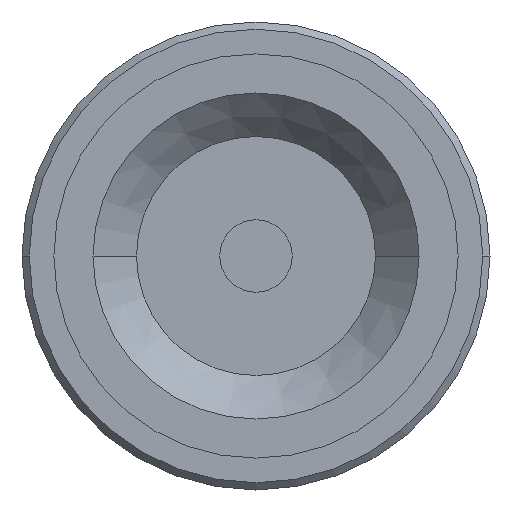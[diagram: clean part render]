
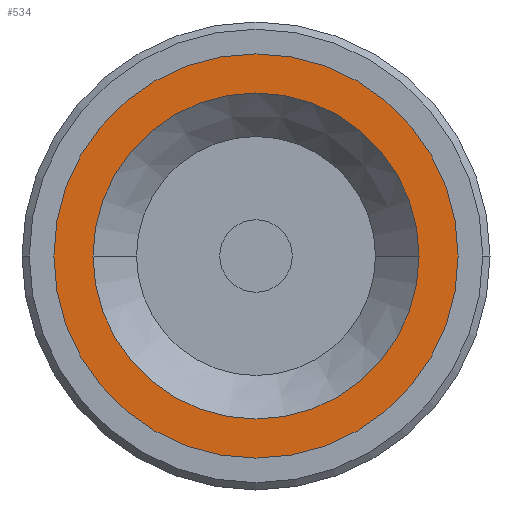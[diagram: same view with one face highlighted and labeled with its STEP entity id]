
A CAD part, left-side view. The second image highlights one B-rep face of the part: STEP entity #534.
In plain terms, the highlighted planar face has unit normal (-1, 0, 0).
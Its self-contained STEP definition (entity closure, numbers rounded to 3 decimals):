
#116=CARTESIAN_POINT('',(-15.74,0.,0.));
#117=DIRECTION('',(1.,0.,0.));
#118=DIRECTION('',(0.,1.,0.));
#119=AXIS2_PLACEMENT_3D('',#116,#117,#118);
#121=CARTESIAN_POINT('',(-15.74,0.,0.));
#122=DIRECTION('',(-1.,0.,0.));
#123=DIRECTION('',(0.,1.,0.));
#124=AXIS2_PLACEMENT_3D('',#121,#122,#123);
#126=CARTESIAN_POINT('',(-15.74,0.,0.));
#127=DIRECTION('',(-1.,0.,0.));
#128=DIRECTION('',(0.,-1.,0.));
#129=AXIS2_PLACEMENT_3D('',#126,#127,#128);
#131=CARTESIAN_POINT('',(-15.74,0.,0.));
#132=DIRECTION('',(-1.,0.,0.));
#133=DIRECTION('',(0.,1.,0.));
#134=AXIS2_PLACEMENT_3D('',#131,#132,#133);
#270=CARTESIAN_POINT('',(-15.74,1.395,0.));
#272=VERTEX_POINT('',#270);
#278=CARTESIAN_POINT('',(-15.74,-1.395,0.));
#280=VERTEX_POINT('',#278);
#313=CARTESIAN_POINT('',(-15.74,-1.125,0.));
#314=CARTESIAN_POINT('',(-15.74,1.125,0.));
#315=VERTEX_POINT('',#313);
#316=VERTEX_POINT('',#314);
#519=CARTESIAN_POINT('',(-15.74,0.,0.));
#520=DIRECTION('',(1.,0.,0.));
#521=DIRECTION('',(0.,-1.,0.));
#522=AXIS2_PLACEMENT_3D('',#519,#520,#521);
#523=PLANE('',#522);
#524=ORIENTED_EDGE('',*,*,#514,.T.);
#525=ORIENTED_EDGE('',*,*,#498,.F.);
#526=EDGE_LOOP('',(#524,#525));
#527=FACE_OUTER_BOUND('',#526,.F.);
#529=ORIENTED_EDGE('',*,*,#528,.T.);
#531=ORIENTED_EDGE('',*,*,#530,.T.);
#532=EDGE_LOOP('',(#529,#531));
#533=FACE_BOUND('',#532,.F.);
#534=ADVANCED_FACE('',(#527,#533),#523,.F.);
#120=CIRCLE('',#119,1.395);
#125=CIRCLE('',#124,1.395);
#130=CIRCLE('',#129,1.125);
#135=CIRCLE('',#134,1.125);
#498=EDGE_CURVE('',#272,#280,#125,.T.);
#514=EDGE_CURVE('',#272,#280,#120,.T.);
#528=EDGE_CURVE('',#315,#316,#130,.T.);
#530=EDGE_CURVE('',#316,#315,#135,.T.);
